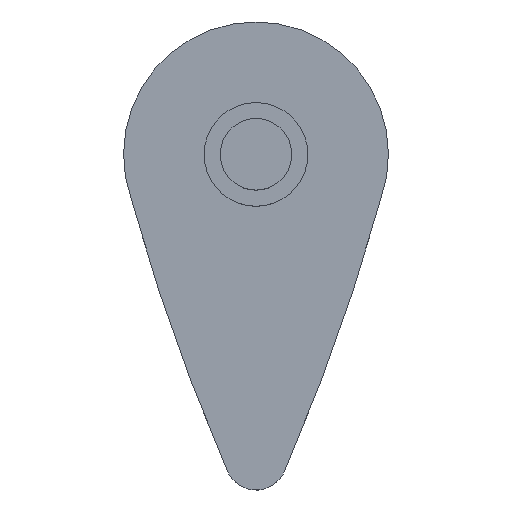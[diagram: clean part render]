
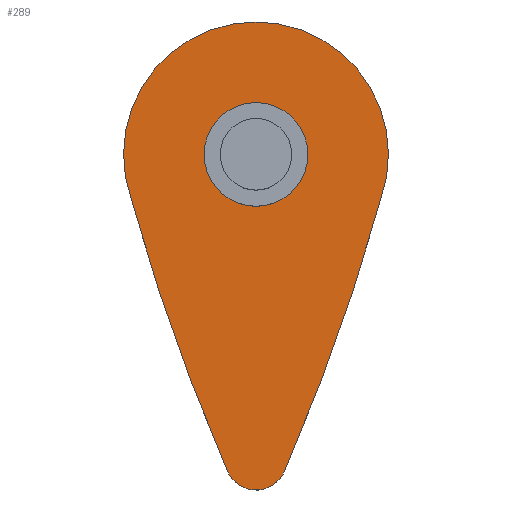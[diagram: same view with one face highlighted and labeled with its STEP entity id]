
A CAD part, top view. The second image highlights one B-rep face of the part: STEP entity #289.
In plain terms, the highlighted planar face has unit normal (0, 0, 1).
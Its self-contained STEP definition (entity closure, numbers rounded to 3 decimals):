
#91=FACE_BOUND('',#125,.T.);
#96=PLANE('',#338);
#108=FACE_OUTER_BOUND('',#124,.T.);
#124=EDGE_LOOP('',(#247,#248,#249,#250));
#125=EDGE_LOOP('',(#251));
#158=CIRCLE('',#322,233.702);
#160=CIRCLE('',#325,15.);
#162=CIRCLE('',#328,233.702);
#163=CIRCLE('',#330,3.5);
#168=CIRCLE('',#339,5.871);
#177=VERTEX_POINT('',#437);
#178=VERTEX_POINT('',#439);
#180=VERTEX_POINT('',#445);
#182=VERTEX_POINT('',#451);
#188=VERTEX_POINT('',#472);
#195=EDGE_CURVE('',#178,#177,#158,.T.);
#199=EDGE_CURVE('',#177,#180,#160,.T.);
#202=EDGE_CURVE('',#180,#182,#162,.T.);
#203=EDGE_CURVE('',#182,#178,#163,.T.);
#211=EDGE_CURVE('',#188,#188,#168,.T.);
#247=ORIENTED_EDGE('',*,*,#195,.T.);
#248=ORIENTED_EDGE('',*,*,#199,.T.);
#249=ORIENTED_EDGE('',*,*,#202,.T.);
#250=ORIENTED_EDGE('',*,*,#203,.T.);
#251=ORIENTED_EDGE('',*,*,#211,.T.);
#289=ADVANCED_FACE('',(#108,#91),#96,.T.);
#322=AXIS2_PLACEMENT_3D('',#440,#360,#361);
#325=AXIS2_PLACEMENT_3D('',#447,#368,#369);
#328=AXIS2_PLACEMENT_3D('',#453,#375,#376);
#330=AXIS2_PLACEMENT_3D('',#455,#379,#380);
#338=AXIS2_PLACEMENT_3D('',#471,#398,#399);
#339=AXIS2_PLACEMENT_3D('',#473,#400,#401);
#360=DIRECTION('center_axis',(0.,0.,1.));
#361=DIRECTION('ref_axis',(0.917,-0.398,0.));
#368=DIRECTION('center_axis',(0.,0.,1.));
#369=DIRECTION('ref_axis',(0.054,-0.999,0.));
#375=DIRECTION('center_axis',(0.,0.,1.));
#376=DIRECTION('ref_axis',(-0.964,-0.267,0.));
#379=DIRECTION('center_axis',(0.,0.,1.));
#380=DIRECTION('ref_axis',(1.,0.,0.));
#398=DIRECTION('center_axis',(0.,0.,1.));
#399=DIRECTION('ref_axis',(1.,0.,0.));
#400=DIRECTION('center_axis',(0.,0.,-1.));
#401=DIRECTION('ref_axis',(1.,0.,0.));
#437=CARTESIAN_POINT('',(9.374,-6.621,9.75));
#439=CARTESIAN_POINT('',(-1.468,-37.287,9.75));
#440=CARTESIAN_POINT('Origin',(-215.849,55.758,9.75));
#445=CARTESIAN_POINT('',(-18.91,-6.621,9.75));
#447=CARTESIAN_POINT('Origin',(-4.768,-1.621,9.75));
#451=CARTESIAN_POINT('',(-8.068,-37.287,9.75));
#453=CARTESIAN_POINT('Origin',(206.313,55.758,9.75));
#455=CARTESIAN_POINT('Origin',(-4.768,-36.121,9.75));
#471=CARTESIAN_POINT('Origin',(-4.768,-14.121,9.75));
#472=CARTESIAN_POINT('',(-10.639,-1.621,9.75));
#473=CARTESIAN_POINT('Origin',(-4.768,-1.621,9.75));
